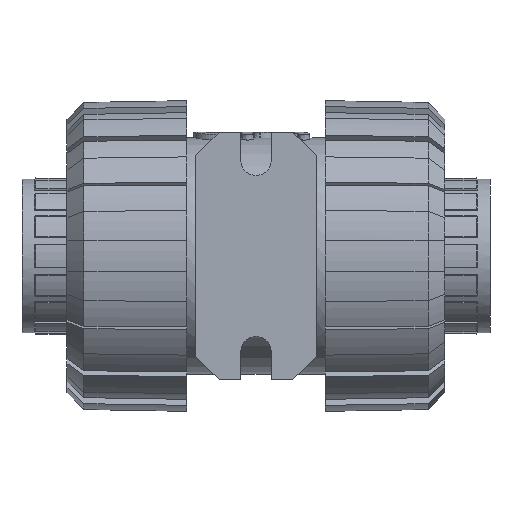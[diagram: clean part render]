
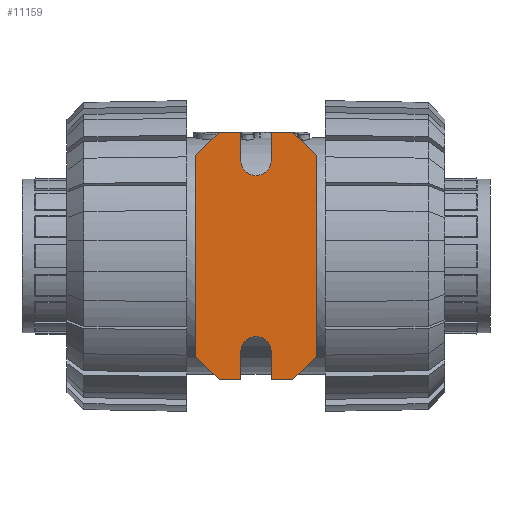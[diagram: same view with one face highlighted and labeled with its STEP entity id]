
A CAD part, front view. The second image highlights one B-rep face of the part: STEP entity #11159.
In plain terms, the highlighted planar face has unit normal (0, -1, 0).
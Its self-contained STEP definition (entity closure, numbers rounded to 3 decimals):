
#1435=LINE('',#20111,#2202);
#1487=LINE('',#20226,#2254);
#1489=LINE('',#20230,#2256);
#1491=LINE('',#20234,#2258);
#1494=LINE('',#20242,#2261);
#1496=LINE('',#20246,#2263);
#1498=LINE('',#20250,#2265);
#1500=LINE('',#20254,#2267);
#1502=LINE('',#20258,#2269);
#1504=LINE('',#20262,#2271);
#1506=LINE('',#20266,#2273);
#1509=LINE('',#20274,#2276);
#1511=LINE('',#20278,#2278);
#1512=LINE('',#20280,#2279);
#2202=VECTOR('',#14876,1.);
#2254=VECTOR('',#14984,1.);
#2256=VECTOR('',#14988,1.);
#2258=VECTOR('',#14992,1.);
#2261=VECTOR('',#15001,1.);
#2263=VECTOR('',#15005,1.);
#2265=VECTOR('',#15009,1.);
#2267=VECTOR('',#15013,1.);
#2269=VECTOR('',#15017,1.);
#2271=VECTOR('',#15021,1.);
#2273=VECTOR('',#15025,1.);
#2276=VECTOR('',#15034,1.);
#2278=VECTOR('',#15038,1.);
#2279=VECTOR('',#15041,1.);
#2983=FACE_OUTER_BOUND('',#3595,.T.);
#3595=EDGE_LOOP('',(#10107,#10108,#10109,#10110,#10111,#10112,#10113,#10114,
#10115,#10116,#10117,#10118,#10119,#10120,#10121,#10122));
#4094=CIRCLE('',#12226,2.7);
#4095=CIRCLE('',#12235,2.7);
#5156=VERTEX_POINT('',#20108);
#5157=VERTEX_POINT('',#20110);
#5192=VERTEX_POINT('',#20224);
#5193=VERTEX_POINT('',#20228);
#5194=VERTEX_POINT('',#20232);
#5195=VERTEX_POINT('',#20236);
#5196=VERTEX_POINT('',#20240);
#5197=VERTEX_POINT('',#20244);
#5198=VERTEX_POINT('',#20248);
#5199=VERTEX_POINT('',#20252);
#5200=VERTEX_POINT('',#20256);
#5201=VERTEX_POINT('',#20260);
#5202=VERTEX_POINT('',#20264);
#5203=VERTEX_POINT('',#20268);
#5204=VERTEX_POINT('',#20272);
#5205=VERTEX_POINT('',#20276);
#6780=EDGE_CURVE('',#5157,#5156,#1435,.T.);
#6838=EDGE_CURVE('',#5156,#5192,#1487,.T.);
#6840=EDGE_CURVE('',#5192,#5193,#1489,.T.);
#6842=EDGE_CURVE('',#5193,#5194,#1491,.T.);
#6844=EDGE_CURVE('',#5194,#5195,#4094,.T.);
#6846=EDGE_CURVE('',#5195,#5196,#1494,.T.);
#6848=EDGE_CURVE('',#5196,#5197,#1496,.T.);
#6850=EDGE_CURVE('',#5197,#5198,#1498,.T.);
#6852=EDGE_CURVE('',#5198,#5199,#1500,.T.);
#6854=EDGE_CURVE('',#5199,#5200,#1502,.T.);
#6856=EDGE_CURVE('',#5200,#5201,#1504,.T.);
#6858=EDGE_CURVE('',#5201,#5202,#1506,.T.);
#6860=EDGE_CURVE('',#5202,#5203,#4095,.T.);
#6862=EDGE_CURVE('',#5203,#5204,#1509,.T.);
#6864=EDGE_CURVE('',#5204,#5205,#1511,.T.);
#6865=EDGE_CURVE('',#5205,#5157,#1512,.T.);
#10107=ORIENTED_EDGE('',*,*,#6780,.T.);
#10108=ORIENTED_EDGE('',*,*,#6838,.T.);
#10109=ORIENTED_EDGE('',*,*,#6840,.T.);
#10110=ORIENTED_EDGE('',*,*,#6842,.T.);
#10111=ORIENTED_EDGE('',*,*,#6844,.T.);
#10112=ORIENTED_EDGE('',*,*,#6846,.T.);
#10113=ORIENTED_EDGE('',*,*,#6848,.T.);
#10114=ORIENTED_EDGE('',*,*,#6850,.T.);
#10115=ORIENTED_EDGE('',*,*,#6852,.T.);
#10116=ORIENTED_EDGE('',*,*,#6854,.T.);
#10117=ORIENTED_EDGE('',*,*,#6856,.T.);
#10118=ORIENTED_EDGE('',*,*,#6858,.T.);
#10119=ORIENTED_EDGE('',*,*,#6860,.T.);
#10120=ORIENTED_EDGE('',*,*,#6862,.T.);
#10121=ORIENTED_EDGE('',*,*,#6864,.T.);
#10122=ORIENTED_EDGE('',*,*,#6865,.T.);
#10579=PLANE('',#12239);
#11159=ADVANCED_FACE('',(#2983),#10579,.F.);
#12226=AXIS2_PLACEMENT_3D('',#20238,#14996,#14997);
#12235=AXIS2_PLACEMENT_3D('',#20270,#15029,#15030);
#12239=AXIS2_PLACEMENT_3D('',#20281,#15042,#15043);
#14876=DIRECTION('',(0.,0.,-1.));
#14984=DIRECTION('',(0.707,0.,-0.707));
#14988=DIRECTION('',(1.,0.,0.));
#14992=DIRECTION('',(0.,0.,1.));
#14996=DIRECTION('center_axis',(0.,1.,0.));
#14997=DIRECTION('ref_axis',(-1.,0.,0.));
#15001=DIRECTION('',(0.,0.,-1.));
#15005=DIRECTION('',(1.,0.,0.));
#15009=DIRECTION('',(0.707,0.,0.707));
#15013=DIRECTION('',(0.,0.,1.));
#15017=DIRECTION('',(-0.707,0.,0.707));
#15021=DIRECTION('',(-1.,0.,0.));
#15025=DIRECTION('',(0.,0.,-1.));
#15029=DIRECTION('center_axis',(0.,1.,0.));
#15030=DIRECTION('ref_axis',(1.,0.,0.));
#15034=DIRECTION('',(0.,0.,1.));
#15038=DIRECTION('',(-1.,0.,0.));
#15041=DIRECTION('',(-0.707,0.,-0.707));
#15042=DIRECTION('center_axis',(0.,1.,0.));
#15043=DIRECTION('ref_axis',(1.,0.,0.));
#20108=CARTESIAN_POINT('',(-10.75,-33.,-17.8));
#20110=CARTESIAN_POINT('',(-10.75,-33.,17.8));
#20111=CARTESIAN_POINT('',(-10.75,-33.,0.));
#20224=CARTESIAN_POINT('',(-6.55,-33.,-22.));
#20226=CARTESIAN_POINT('',(-10.75,-33.,-17.8));
#20228=CARTESIAN_POINT('',(-2.7,-33.,-22.));
#20230=CARTESIAN_POINT('',(-6.55,-33.,-22.));
#20232=CARTESIAN_POINT('',(-2.7,-33.,-17.));
#20234=CARTESIAN_POINT('',(-2.7,-33.,-22.));
#20236=CARTESIAN_POINT('',(2.7,-33.,-17.));
#20238=CARTESIAN_POINT('Origin',(0.,-33.,-17.));
#20240=CARTESIAN_POINT('',(2.7,-33.,-22.));
#20242=CARTESIAN_POINT('',(2.7,-33.,-17.));
#20244=CARTESIAN_POINT('',(6.55,-33.,-22.));
#20246=CARTESIAN_POINT('',(2.7,-33.,-22.));
#20248=CARTESIAN_POINT('',(10.75,-33.,-17.8));
#20250=CARTESIAN_POINT('',(6.55,-33.,-22.));
#20252=CARTESIAN_POINT('',(10.75,-33.,17.8));
#20254=CARTESIAN_POINT('',(10.75,-33.,-17.8));
#20256=CARTESIAN_POINT('',(6.55,-33.,22.));
#20258=CARTESIAN_POINT('',(10.75,-33.,17.8));
#20260=CARTESIAN_POINT('',(2.7,-33.,22.));
#20262=CARTESIAN_POINT('',(6.55,-33.,22.));
#20264=CARTESIAN_POINT('',(2.7,-33.,17.));
#20266=CARTESIAN_POINT('',(2.7,-33.,22.));
#20268=CARTESIAN_POINT('',(-2.7,-33.,17.));
#20270=CARTESIAN_POINT('Origin',(0.,-33.,17.));
#20272=CARTESIAN_POINT('',(-2.7,-33.,22.));
#20274=CARTESIAN_POINT('',(-2.7,-33.,17.));
#20276=CARTESIAN_POINT('',(-6.55,-33.,22.));
#20278=CARTESIAN_POINT('',(-2.7,-33.,22.));
#20280=CARTESIAN_POINT('',(-6.55,-33.,22.));
#20281=CARTESIAN_POINT('Origin',(0.,-33.,0.));
